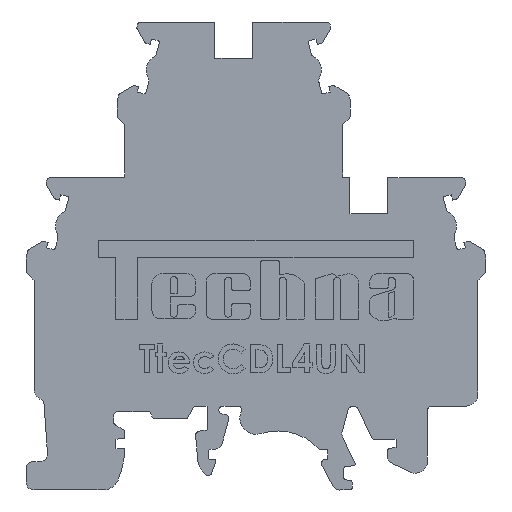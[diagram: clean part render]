
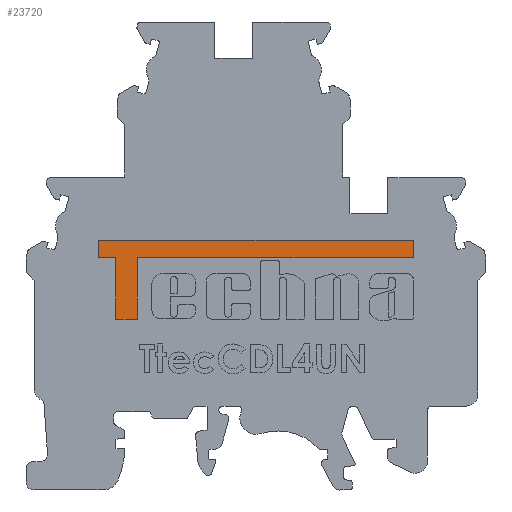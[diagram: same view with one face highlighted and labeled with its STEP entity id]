
A CAD part, front view. The second image highlights one B-rep face of the part: STEP entity #23720.
In plain terms, the highlighted planar face has unit normal (0, -1, 0).
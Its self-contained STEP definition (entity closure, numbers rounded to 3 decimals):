
#214 = LINE ( 'NONE', #34735, #20462 ) ;
#370 = LINE ( 'NONE', #32682, #1804 ) ;
#1058 = CARTESIAN_POINT ( 'NONE',  ( -34.741, 0.1, 14.871 ) ) ;
#1789 = EDGE_CURVE ( 'NONE', #11078, #19959, #6707, .T. ) ;
#1804 = VECTOR ( 'NONE', #6781, 1000. ) ;
#3396 = VERTEX_POINT ( 'NONE', #14035 ) ;
#4207 = CARTESIAN_POINT ( 'NONE',  ( -34.741, 0.1, 22.508 ) ) ;
#4539 = DIRECTION ( 'NONE',  ( 0., 1., 0. ) ) ;
#5668 = EDGE_LOOP ( 'NONE', ( #32844, #34752, #20277, #8831, #32582, #29367, #26804, #14179 ) ) ;
#6030 = AXIS2_PLACEMENT_3D ( 'NONE', #35919, #4539, #18927 ) ;
#6350 = CARTESIAN_POINT ( 'NONE',  ( -36.859, 0.1, 24.682 ) ) ;
#6619 = DIRECTION ( 'NONE',  ( 1., 0., 0. ) ) ;
#6707 = LINE ( 'NONE', #1058, #32481 ) ;
#6762 = EDGE_CURVE ( 'NONE', #27529, #15212, #214, .T. ) ;
#6781 = DIRECTION ( 'NONE',  ( -1., 0., 0. ) ) ;
#8484 = VECTOR ( 'NONE', #19455, 1000. ) ;
#8504 = LINE ( 'NONE', #17360, #16172 ) ;
#8831 = ORIENTED_EDGE ( 'NONE', *, *, #29341, .T. ) ;
#9049 = DIRECTION ( 'NONE',  ( 1., 0., 0. ) ) ;
#9572 = CARTESIAN_POINT ( 'NONE',  ( -32.041, 0.1, 22.508 ) ) ;
#10169 = CARTESIAN_POINT ( 'NONE',  ( -36.859, 0.1, 22.508 ) ) ;
#10170 = EDGE_CURVE ( 'NONE', #15212, #30669, #370, .T. ) ;
#10334 = EDGE_CURVE ( 'NONE', #3396, #28409, #20328, .T. ) ;
#10450 = EDGE_CURVE ( 'NONE', #30669, #20004, #12251, .T. ) ;
#11078 = VERTEX_POINT ( 'NONE', #27944 ) ;
#11858 = DIRECTION ( 'NONE',  ( 0., 0., 1. ) ) ;
#12251 = LINE ( 'NONE', #26801, #12731 ) ;
#12579 = DIRECTION ( 'NONE',  ( 0., 0., -1. ) ) ;
#12731 = VECTOR ( 'NONE', #32409, 1000. ) ;
#13386 = CARTESIAN_POINT ( 'NONE',  ( -34.741, 0.1, 14.871 ) ) ;
#14035 = CARTESIAN_POINT ( 'NONE',  ( -32.041, 0.1, 14.871 ) ) ;
#14179 = ORIENTED_EDGE ( 'NONE', *, *, #10170, .T. ) ;
#15212 = VERTEX_POINT ( 'NONE', #33954 ) ;
#16172 = VECTOR ( 'NONE', #9049, 1000. ) ;
#17284 = PLANE ( 'NONE',  #6030 ) ;
#17360 = CARTESIAN_POINT ( 'NONE',  ( -32.041, 0.1, 14.871 ) ) ;
#18927 = DIRECTION ( 'NONE',  ( 0., 0., 1. ) ) ;
#19455 = DIRECTION ( 'NONE',  ( 1., 0., 0. ) ) ;
#19959 = VERTEX_POINT ( 'NONE', #13386 ) ;
#20004 = VERTEX_POINT ( 'NONE', #10169 ) ;
#20277 = ORIENTED_EDGE ( 'NONE', *, *, #1789, .T. ) ;
#20328 = LINE ( 'NONE', #9572, #28358 ) ;
#20462 = VECTOR ( 'NONE', #26276, 1000. ) ;
#22767 = FACE_OUTER_BOUND ( 'NONE', #5668, .T. ) ;
#23255 = LINE ( 'NONE', #34765, #33627 ) ;
#23720 = ADVANCED_FACE ( 'NONE', ( #22767 ), #17284, .F. ) ;
#24457 = LINE ( 'NONE', #4207, #8484 ) ;
#26276 = DIRECTION ( 'NONE',  ( 0., 0., 1. ) ) ;
#26801 = CARTESIAN_POINT ( 'NONE',  ( -36.859, 0.1, 22.508 ) ) ;
#26804 = ORIENTED_EDGE ( 'NONE', *, *, #6762, .T. ) ;
#27529 = VERTEX_POINT ( 'NONE', #37012 ) ;
#27944 = CARTESIAN_POINT ( 'NONE',  ( -34.741, 0.1, 22.508 ) ) ;
#28358 = VECTOR ( 'NONE', #11858, 1000. ) ;
#28409 = VERTEX_POINT ( 'NONE', #34587 ) ;
#29147 = EDGE_CURVE ( 'NONE', #28409, #27529, #23255, .T. ) ;
#29341 = EDGE_CURVE ( 'NONE', #19959, #3396, #8504, .T. ) ;
#29367 = ORIENTED_EDGE ( 'NONE', *, *, #29147, .T. ) ;
#30669 = VERTEX_POINT ( 'NONE', #6350 ) ;
#32190 = EDGE_CURVE ( 'NONE', #20004, #11078, #24457, .T. ) ;
#32409 = DIRECTION ( 'NONE',  ( 0., 0., -1. ) ) ;
#32481 = VECTOR ( 'NONE', #12579, 1000. ) ;
#32582 = ORIENTED_EDGE ( 'NONE', *, *, #10334, .T. ) ;
#32682 = CARTESIAN_POINT ( 'NONE',  ( -36.859, 0.1, 24.682 ) ) ;
#32844 = ORIENTED_EDGE ( 'NONE', *, *, #10450, .T. ) ;
#33627 = VECTOR ( 'NONE', #6619, 1000. ) ;
#33954 = CARTESIAN_POINT ( 'NONE',  ( 2.159, 0.1, 24.682 ) ) ;
#34587 = CARTESIAN_POINT ( 'NONE',  ( -32.041, 0.1, 22.508 ) ) ;
#34735 = CARTESIAN_POINT ( 'NONE',  ( 2.159, 0.1, 24.682 ) ) ;
#34752 = ORIENTED_EDGE ( 'NONE', *, *, #32190, .T. ) ;
#34765 = CARTESIAN_POINT ( 'NONE',  ( 2.159, 0.1, 22.508 ) ) ;
#35919 = CARTESIAN_POINT ( 'NONE',  ( 0., 0.1, 0. ) ) ;
#37012 = CARTESIAN_POINT ( 'NONE',  ( 2.159, 0.1, 22.508 ) ) ;
